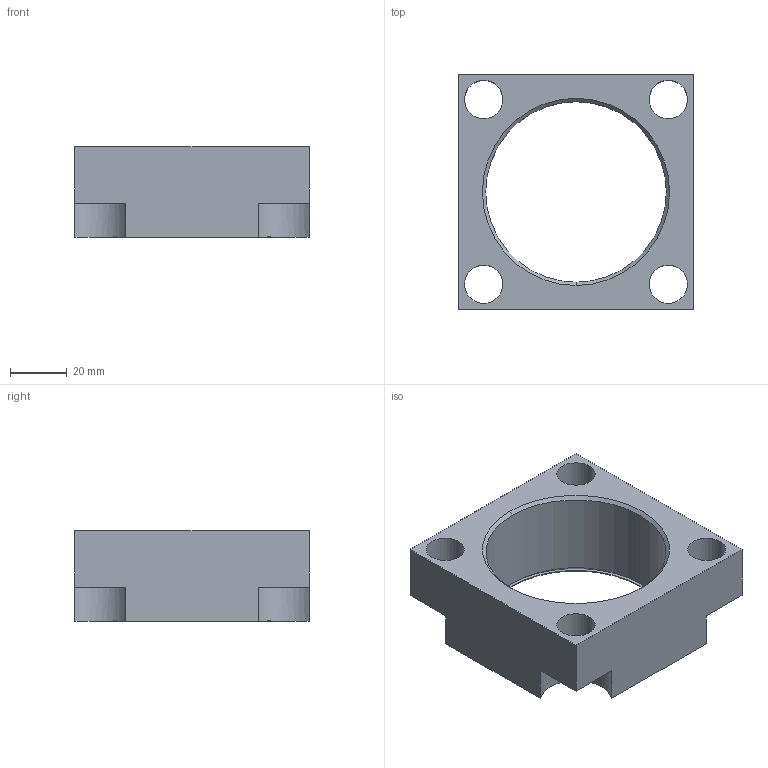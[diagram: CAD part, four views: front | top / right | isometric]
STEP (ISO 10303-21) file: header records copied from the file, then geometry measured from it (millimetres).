
FILE_DESCRIPTION((''),'2;1');
FILE_NAME('ILCM44016500','2007-11-13T',('KR'),(''),'PRO/ENGINEER BY PARAMETRIC TECHNOLOGY CORPORATION, 2005180','PRO/ENGINEER BY PARAMETRIC TECHNOLOGY CORPORATION, 2005180','');
FILE_SCHEMA(('AUTOMOTIVE_DESIGN_CC2 { 1 2 10303 214 -1 1 5 2 }'));
Length unit declared in the file: millimetre
Products named in the file (1): ILCM44016500
Bounding box: 82.55 x 82.55 x 31.75 mm (x, y, z)
Volume: 86890.9 mm3; surface area: 26602.6 mm2
Topology: 1 solids, 1 shells, 43 faces, 120 edges, 80 vertices
Faces by surface type: cylinder 16, plane 15, cone 12
Entity records: 1963 total; most frequent: CARTESIAN_POINT 315, DIRECTION 250, ORIENTED_EDGE 240, PRESENTATION_STYLE_ASSIGNMENT 121, STYLED_ITEM 121, CURVE_STYLE 120, EDGE_CURVE 120, COLOUR_RGB 106
